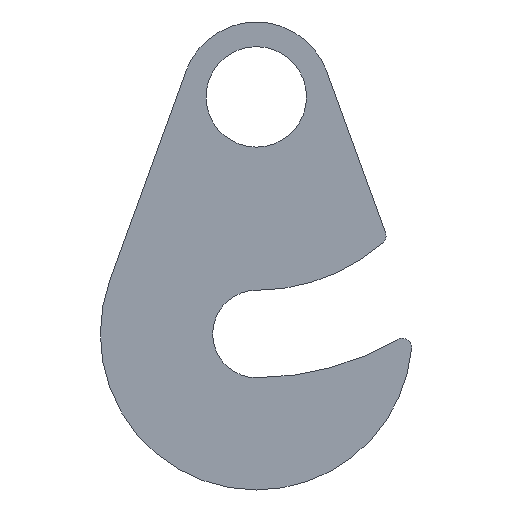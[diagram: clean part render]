
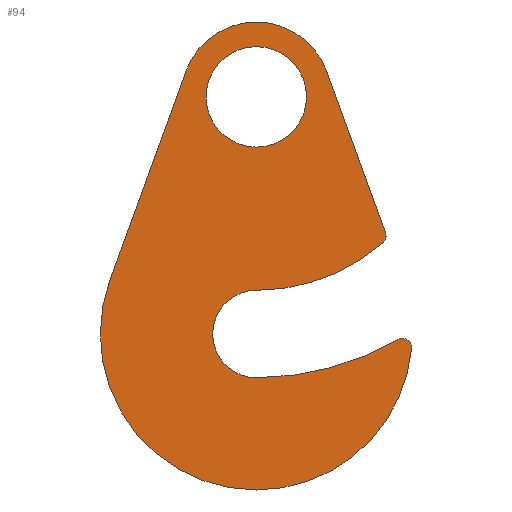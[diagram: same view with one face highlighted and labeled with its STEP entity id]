
A CAD part, front view. The second image highlights one B-rep face of the part: STEP entity #94.
In plain terms, the highlighted planar face has unit normal (0, -1, 0).
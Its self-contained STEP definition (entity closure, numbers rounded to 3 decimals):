
#6 = VERTEX_POINT ( 'NONE', #199 ) ;
#64 = ORIENTED_EDGE ( 'NONE', *, *, #159, .T. ) ;
#66 = ORIENTED_EDGE ( 'NONE', *, *, #75, .F. ) ;
#67 = EDGE_CURVE ( 'NONE', #160, #125, #181, .T. ) ;
#68 = EDGE_CURVE ( 'NONE', #98, #6, #308, .T. ) ;
#69 = ORIENTED_EDGE ( 'NONE', *, *, #68, .F. ) ;
#74 = ORIENTED_EDGE ( 'NONE', *, *, #67, .T. ) ;
#75 = EDGE_CURVE ( 'NONE', #129, #121, #180, .T. ) ;
#77 = ORIENTED_EDGE ( 'NONE', *, *, #130, .F. ) ;
#87 = EDGE_LOOP ( 'NONE', ( #64, #74 ) ) ;
#92 = EDGE_CURVE ( 'NONE', #110, #96, #400, .T. ) ;
#93 = EDGE_CURVE ( 'NONE', #112, #98, #340, .T. ) ;
#94 = ADVANCED_FACE ( 'NONE', ( #385, #396 ), #406, .F. ) ;
#95 = EDGE_LOOP ( 'NONE', ( #100, #105, #116, #115, #111, #108, #103, #66, #77, #69 ) ) ;
#96 = VERTEX_POINT ( 'NONE', #389 ) ;
#97 = EDGE_CURVE ( 'NONE', #96, #112, #391, .T. ) ;
#98 = VERTEX_POINT ( 'NONE', #259 ) ;
#100 = ORIENTED_EDGE ( 'NONE', *, *, #93, .F. ) ;
#101 = EDGE_CURVE ( 'NONE', #109, #122, #256, .T. ) ;
#102 = EDGE_CURVE ( 'NONE', #121, #107, #251, .T. ) ;
#103 = ORIENTED_EDGE ( 'NONE', *, *, #102, .F. ) ;
#105 = ORIENTED_EDGE ( 'NONE', *, *, #97, .F. ) ;
#106 = EDGE_CURVE ( 'NONE', #107, #109, #217, .T. ) ;
#107 = VERTEX_POINT ( 'NONE', #215 ) ;
#108 = ORIENTED_EDGE ( 'NONE', *, *, #106, .F. ) ;
#109 = VERTEX_POINT ( 'NONE', #250 ) ;
#110 = VERTEX_POINT ( 'NONE', #214 ) ;
#111 = ORIENTED_EDGE ( 'NONE', *, *, #101, .F. ) ;
#112 = VERTEX_POINT ( 'NONE', #222 ) ;
#115 = ORIENTED_EDGE ( 'NONE', *, *, #168, .F. ) ;
#116 = ORIENTED_EDGE ( 'NONE', *, *, #92, .F. ) ;
#121 = VERTEX_POINT ( 'NONE', #212 ) ;
#122 = VERTEX_POINT ( 'NONE', #221 ) ;
#125 = VERTEX_POINT ( 'NONE', #219 ) ;
#129 = VERTEX_POINT ( 'NONE', #365 ) ;
#130 = EDGE_CURVE ( 'NONE', #6, #129, #355, .T. ) ;
#159 = EDGE_CURVE ( 'NONE', #125, #160, #470, .T. ) ;
#160 = VERTEX_POINT ( 'NONE', #469 ) ;
#168 = EDGE_CURVE ( 'NONE', #122, #110, #457, .T. ) ;
#177 = CARTESIAN_POINT ( 'NONE',  ( 0., 0., 0. ) ) ;
#178 = CARTESIAN_POINT ( 'NONE',  ( 0., 0., -19. ) ) ;
#179 = CARTESIAN_POINT ( 'NONE',  ( -11.746, 0., -14.724 ) ) ;
#180 = LINE ( 'NONE', #179, #338 ) ;
#181 = CIRCLE ( 'NONE', #185, 4.025 ) ;
#183 = DIRECTION ( 'NONE',  ( 0., 1., 0. ) ) ;
#185 = AXIS2_PLACEMENT_3D ( 'NONE', #177, #183, #349 ) ;
#199 = CARTESIAN_POINT ( 'NONE',  ( 0., 0., -31.5 ) ) ;
#212 = CARTESIAN_POINT ( 'NONE',  ( -5.638, 0., 2.053 ) ) ;
#213 = DIRECTION ( 'NONE',  ( 0.342, 0., -0.94 ) ) ;
#214 = CARTESIAN_POINT ( 'NONE',  ( 0., 0., -15.5 ) ) ;
#215 = CARTESIAN_POINT ( 'NONE',  ( 5.638, 0., 2.053 ) ) ;
#216 = CARTESIAN_POINT ( 'NONE',  ( 5.638, 0., 2.053 ) ) ;
#217 = LINE ( 'NONE', #216, #224 ) ;
#218 = DIRECTION ( 'NONE',  ( 0., 0., -1. ) ) ;
#219 = CARTESIAN_POINT ( 'NONE',  ( 0., 0., -4.025 ) ) ;
#221 = CARTESIAN_POINT ( 'NONE',  ( 10.139, 0., -11.724 ) ) ;
#222 = CARTESIAN_POINT ( 'NONE',  ( 11.322, 0., -19.444 ) ) ;
#223 = CARTESIAN_POINT ( 'NONE',  ( 0., 0., 0. ) ) ;
#224 = VECTOR ( 'NONE', #213, 1000. ) ;
#225 = DIRECTION ( 'NONE',  ( 0., 1., 0. ) ) ;
#244 = DIRECTION ( 'NONE',  ( 0., 0., -1. ) ) ;
#245 = DIRECTION ( 'NONE',  ( 0., 1., 0. ) ) ;
#248 = AXIS2_PLACEMENT_3D ( 'NONE', #249, #245, #244 ) ;
#249 = CARTESIAN_POINT ( 'NONE',  ( 9.649, 0., -11.156 ) ) ;
#250 = CARTESIAN_POINT ( 'NONE',  ( 10.354, 0., -10.9 ) ) ;
#251 = CIRCLE ( 'NONE', #401, 6. ) ;
#252 = DIRECTION ( 'NONE',  ( 0., 0., -1. ) ) ;
#253 = DIRECTION ( 'NONE',  ( 0., -1., 0. ) ) ;
#254 = CARTESIAN_POINT ( 'NONE',  ( 0., 0., 0. ) ) ;
#256 = CIRCLE ( 'NONE', #248, 0.75 ) ;
#258 = DIRECTION ( 'NONE',  ( 0., 0., 1. ) ) ;
#259 = CARTESIAN_POINT ( 'NONE',  ( 12.446, 0., -20.162 ) ) ;
#308 = CIRCLE ( 'NONE', #348, 12.5 ) ;
#337 = DIRECTION ( 'NONE',  ( 0.342, 0., 0.94 ) ) ;
#338 = VECTOR ( 'NONE', #337, 1000. ) ;
#340 = CIRCLE ( 'NONE', #395, 0.75 ) ;
#343 = DIRECTION ( 'NONE',  ( 0., 0., 1. ) ) ;
#344 = DIRECTION ( 'NONE',  ( 0., 1., 0. ) ) ;
#348 = AXIS2_PLACEMENT_3D ( 'NONE', #178, #344, #343 ) ;
#349 = DIRECTION ( 'NONE',  ( 0., 0., 1. ) ) ;
#351 = DIRECTION ( 'NONE',  ( 0., 0., 1. ) ) ;
#352 = DIRECTION ( 'NONE',  ( 0., 1., 0. ) ) ;
#353 = CARTESIAN_POINT ( 'NONE',  ( 0., 0., -19. ) ) ;
#354 = AXIS2_PLACEMENT_3D ( 'NONE', #353, #352, #351 ) ;
#355 = CIRCLE ( 'NONE', #354, 12.5 ) ;
#365 = CARTESIAN_POINT ( 'NONE',  ( -11.746, 0., -14.724 ) ) ;
#385 = FACE_OUTER_BOUND ( 'NONE', #95, .T. ) ;
#386 = DIRECTION ( 'NONE',  ( 0., 0., 1. ) ) ;
#387 = DIRECTION ( 'NONE',  ( 0., 1., 0. ) ) ;
#388 = CARTESIAN_POINT ( 'NONE',  ( 11.699, 0., -20.092 ) ) ;
#389 = CARTESIAN_POINT ( 'NONE',  ( 0., 0., -22.5 ) ) ;
#390 = AXIS2_PLACEMENT_3D ( 'NONE', #254, #253, #252 ) ;
#391 = CIRCLE ( 'NONE', #390, 22.5 ) ;
#392 = DIRECTION ( 'NONE',  ( 0., 0., 1. ) ) ;
#393 = DIRECTION ( 'NONE',  ( 0., -1., 0. ) ) ;
#394 = AXIS2_PLACEMENT_3D ( 'NONE', #405, #393, #392 ) ;
#395 = AXIS2_PLACEMENT_3D ( 'NONE', #388, #387, #386 ) ;
#396 = FACE_BOUND ( 'NONE', #87, .T. ) ;
#397 = AXIS2_PLACEMENT_3D ( 'NONE', #399, #398, #258 ) ;
#398 = DIRECTION ( 'NONE',  ( 0., 1., 0. ) ) ;
#399 = CARTESIAN_POINT ( 'NONE',  ( 11.699, 0., -20.092 ) ) ;
#400 = CIRCLE ( 'NONE', #394, 3.5 ) ;
#401 = AXIS2_PLACEMENT_3D ( 'NONE', #223, #225, #218 ) ;
#405 = CARTESIAN_POINT ( 'NONE',  ( 0., 0., -19. ) ) ;
#406 = PLANE ( 'NONE',  #397 ) ;
#457 = CIRCLE ( 'NONE', #490, 15.5 ) ;
#458 = DIRECTION ( 'NONE',  ( 0., 0., 1. ) ) ;
#459 = DIRECTION ( 'NONE',  ( 0., 1., 0. ) ) ;
#460 = CARTESIAN_POINT ( 'NONE',  ( 0., 0., 0. ) ) ;
#461 = AXIS2_PLACEMENT_3D ( 'NONE', #460, #459, #458 ) ;
#462 = CARTESIAN_POINT ( 'NONE',  ( 0., 0., 0. ) ) ;
#469 = CARTESIAN_POINT ( 'NONE',  ( 0., 0., 4.025 ) ) ;
#470 = CIRCLE ( 'NONE', #461, 4.025 ) ;
#488 = DIRECTION ( 'NONE',  ( 0., 0., -1. ) ) ;
#489 = DIRECTION ( 'NONE',  ( 0., 1., 0. ) ) ;
#490 = AXIS2_PLACEMENT_3D ( 'NONE', #462, #489, #488 ) ;
